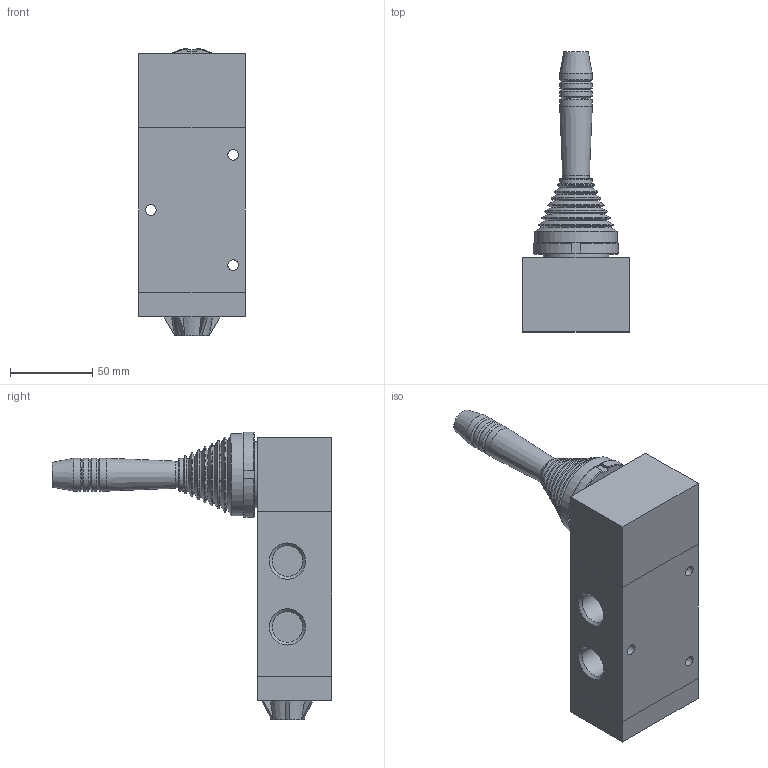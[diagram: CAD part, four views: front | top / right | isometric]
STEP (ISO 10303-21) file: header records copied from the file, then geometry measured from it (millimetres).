
FILE_DESCRIPTION((''),'2;1');
FILE_NAME('212_32_9_1.stp','2006-12-19T15:28:37',('rivolro1'),(''),'Autodesk Inventor 11','Autodesk Inventor 11','');
FILE_SCHEMA(('AUTOMOTIVE_DESIGN { 1 0 10303 214 1 1 1 1 }'));
Length unit declared in the file: millimetre
Products named in the file (3): 212_32_9_1; RS-212-12
Assembly tree (2 placements, depth 2):
  212_32_9_1
    212_32_9_1
    RS-212-12
Bounding box: 65 x 170 x 174.88 mm (x, y, z)
Volume: 536287.1 mm3; surface area: 64406 mm2
Topology: 2 solids, 2 shells, 130 faces, 301 edges, 188 vertices
Faces by surface type: plane 56, cone 39, cylinder 18, bspline 9, torus 8
Full cylindrical faces by diameter (mm): 6.5 x3, 16 x1, 20 x5, 40 x2, 44 x1, 48 x1, 50 x1
Entity records: 3531 total; most frequent: CARTESIAN_POINT 736, DIRECTION 566, ORIENTED_EDGE 494, EDGE_CURVE 247, AXIS2_PLACEMENT_3D 221, EDGE_LOOP 204, VERTEX_POINT 187, FACE_OUTER_BOUND 130
